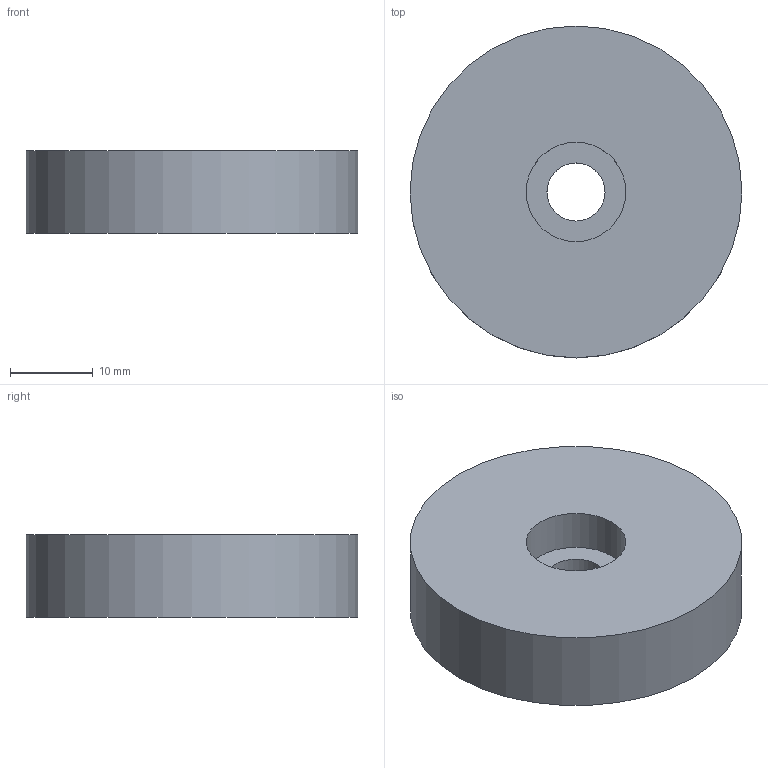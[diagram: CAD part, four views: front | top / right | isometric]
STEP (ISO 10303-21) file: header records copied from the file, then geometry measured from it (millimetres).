
FILE_DESCRIPTION(('STEP AP203'),'1');
FILE_NAME('20180608 cache_equerre_bloc_lentilles.stp','2018-06-08T13:01:07',(' '),(' '),'Spatial InterOp 3D',' ',' ');
FILE_SCHEMA(('CONFIG_CONTROL_DESIGN'));
Length unit declared in the file: millimetre
Products named in the file (1): 1
Bounding box: 40 x 40 x 10 mm (x, y, z)
Volume: 11808.5 mm3; surface area: 3991.4 mm2
Topology: 1 solids, 1 shells, 6 faces, 10 edges, 7 vertices
Faces by surface type: cylinder 3, plane 3
Full cylindrical faces by diameter (mm): 7 x1, 12 x1, 40 x1
Entity records: 172 total; most frequent: DIRECTION 26, CARTESIAN_POINT 19, AXIS2_PLACEMENT_3D 13, EDGE_LOOP 12, ORIENTED_EDGE 12, FACE_BOUND 9, ADVANCED_FACE 6, EDGE_CURVE 6
